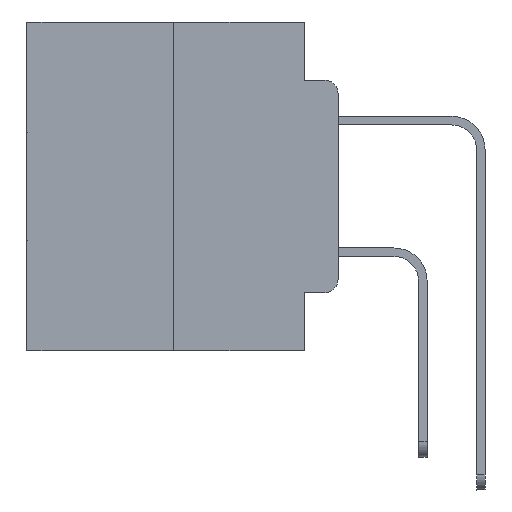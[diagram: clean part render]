
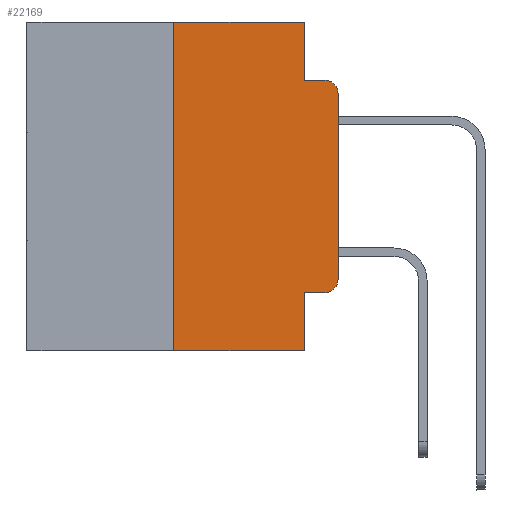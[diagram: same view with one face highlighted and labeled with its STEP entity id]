
A CAD part, left-side view. The second image highlights one B-rep face of the part: STEP entity #22169.
In plain terms, the highlighted planar face has unit normal (-1, 0, 0).
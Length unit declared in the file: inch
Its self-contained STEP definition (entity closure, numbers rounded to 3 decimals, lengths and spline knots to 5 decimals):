
#925 = AXIS2_PLACEMENT_3D ( 'NONE', #1724, #13296, #18117 ) ;
#1577 = PLANE ( 'NONE',  #925 ) ;
#1724 = CARTESIAN_POINT ( 'NONE',  ( 0., 0.473, 0. ) ) ;
#1731 = CARTESIAN_POINT ( 'NONE',  ( 0., 0.25, 0. ) ) ;
#1899 = DIRECTION ( 'NONE',  ( 0., 0., 1. ) ) ;
#2056 = LINE ( 'NONE', #1731, #9777 ) ;
#2109 = AXIS2_PLACEMENT_3D ( 'NONE', #19949, #17463, #22133 ) ;
#2751 = VERTEX_POINT ( 'NONE', #12177 ) ;
#3381 = EDGE_CURVE ( 'NONE', #23449, #7402, #5539, .T. ) ;
#5136 = DIRECTION ( 'NONE',  ( 0., 0., -1. ) ) ;
#5266 = VERTEX_POINT ( 'NONE', #30307 ) ;
#5539 = LINE ( 'NONE', #12750, #13320 ) ;
#5757 = CARTESIAN_POINT ( 'NONE',  ( 0., 0.473, 0. ) ) ;
#6073 = DIRECTION ( 'NONE',  ( 0., -1., 0. ) ) ;
#6440 = EDGE_CURVE ( 'NONE', #20274, #27558, #24294, .T. ) ;
#6566 = CIRCLE ( 'NONE', #2109, 0.02 ) ;
#7061 = ORIENTED_EDGE ( 'NONE', *, *, #30584, .F. ) ;
#7166 = VECTOR ( 'NONE', #6073, 39.37008 ) ;
#7235 = CARTESIAN_POINT ( 'NONE',  ( 0., 0.051, -0.4115 ) ) ;
#7402 = VERTEX_POINT ( 'NONE', #27786 ) ;
#7492 = LINE ( 'NONE', #26541, #13568 ) ;
#7683 = CARTESIAN_POINT ( 'NONE',  ( 0., 0.02, -0.0885 ) ) ;
#8364 = DIRECTION ( 'NONE',  ( 0., -1., 0. ) ) ;
#9183 = EDGE_LOOP ( 'NONE', ( #29802, #24428, #7061, #22268, #16643, #28874, #15724, #11014, #26812, #12104 ) ) ;
#9313 = AXIS2_PLACEMENT_3D ( 'NONE', #24762, #20389, #10874 ) ;
#9461 = CARTESIAN_POINT ( 'NONE',  ( 0., 0.051, -0.0885 ) ) ;
#9583 = LINE ( 'NONE', #7235, #10309 ) ;
#9777 = VECTOR ( 'NONE', #1899, 39.37008 ) ;
#10025 = CARTESIAN_POINT ( 'NONE',  ( 0., 0.051, -0.4115 ) ) ;
#10152 = EDGE_CURVE ( 'NONE', #17311, #7402, #7492, .T. ) ;
#10309 = VECTOR ( 'NONE', #26295, 39.37008 ) ;
#10546 = VECTOR ( 'NONE', #15629, 39.37008 ) ;
#10874 = DIRECTION ( 'NONE',  ( 0., 0., -1. ) ) ;
#11014 = ORIENTED_EDGE ( 'NONE', *, *, #10152, .F. ) ;
#12104 = ORIENTED_EDGE ( 'NONE', *, *, #6440, .T. ) ;
#12177 = CARTESIAN_POINT ( 'NONE',  ( 0., 0.25, 0. ) ) ;
#12750 = CARTESIAN_POINT ( 'NONE',  ( 0., 0.473, -0.5 ) ) ;
#13151 = EDGE_CURVE ( 'NONE', #27558, #27427, #17498, .T. ) ;
#13296 = DIRECTION ( 'NONE',  ( 1., 0., 0. ) ) ;
#13320 = VECTOR ( 'NONE', #8364, 39.37008 ) ;
#13392 = LINE ( 'NONE', #27726, #16266 ) ;
#13568 = VECTOR ( 'NONE', #5136, 39.37008 ) ;
#13653 = EDGE_CURVE ( 'NONE', #27427, #25389, #6566, .T. ) ;
#15629 = DIRECTION ( 'NONE',  ( 0., 0., 1. ) ) ;
#15724 = ORIENTED_EDGE ( 'NONE', *, *, #3381, .T. ) ;
#16076 = CARTESIAN_POINT ( 'NONE',  ( 0., 0., -0.3915 ) ) ;
#16266 = VECTOR ( 'NONE', #18369, 39.37008 ) ;
#16643 = ORIENTED_EDGE ( 'NONE', *, *, #27393, .F. ) ;
#16993 = CARTESIAN_POINT ( 'NONE',  ( 0., 0., -0.1085 ) ) ;
#17311 = VERTEX_POINT ( 'NONE', #10025 ) ;
#17463 = DIRECTION ( 'NONE',  ( -1., 0., 0. ) ) ;
#17498 = LINE ( 'NONE', #29794, #10546 ) ;
#17672 = EDGE_CURVE ( 'NONE', #23449, #2751, #2056, .T. ) ;
#18117 = DIRECTION ( 'NONE',  ( 0., 0., -1. ) ) ;
#18369 = DIRECTION ( 'NONE',  ( 0., 0., -1. ) ) ;
#19949 = CARTESIAN_POINT ( 'NONE',  ( 0., 0.02, -0.1085 ) ) ;
#20157 = EDGE_CURVE ( 'NONE', #17311, #20274, #9583, .T. ) ;
#20274 = VERTEX_POINT ( 'NONE', #22371 ) ;
#20389 = DIRECTION ( 'NONE',  ( -1., 0., 0. ) ) ;
#21082 = VERTEX_POINT ( 'NONE', #26963 ) ;
#22133 = DIRECTION ( 'NONE',  ( 0., 0., -1. ) ) ;
#22169 = ADVANCED_FACE ( 'NONE', ( #27477 ), #1577, .F. ) ;
#22268 = ORIENTED_EDGE ( 'NONE', *, *, #29122, .F. ) ;
#22371 = CARTESIAN_POINT ( 'NONE',  ( 0., 0.02, -0.4115 ) ) ;
#23449 = VERTEX_POINT ( 'NONE', #24932 ) ;
#24294 = CIRCLE ( 'NONE', #9313, 0.02 ) ;
#24428 = ORIENTED_EDGE ( 'NONE', *, *, #13653, .T. ) ;
#24762 = CARTESIAN_POINT ( 'NONE',  ( 0., 0.02, -0.3915 ) ) ;
#24932 = CARTESIAN_POINT ( 'NONE',  ( 0., 0.25, -0.5 ) ) ;
#25389 = VERTEX_POINT ( 'NONE', #7683 ) ;
#26172 = DIRECTION ( 'NONE',  ( 0., -1., 0. ) ) ;
#26295 = DIRECTION ( 'NONE',  ( 0., -1., 0. ) ) ;
#26541 = CARTESIAN_POINT ( 'NONE',  ( 0., 0.051, 0. ) ) ;
#26812 = ORIENTED_EDGE ( 'NONE', *, *, #20157, .T. ) ;
#26963 = CARTESIAN_POINT ( 'NONE',  ( 0., 0.051, -0.0885 ) ) ;
#27393 = EDGE_CURVE ( 'NONE', #2751, #5266, #27466, .T. ) ;
#27427 = VERTEX_POINT ( 'NONE', #16993 ) ;
#27466 = LINE ( 'NONE', #5757, #7166 ) ;
#27477 = FACE_OUTER_BOUND ( 'NONE', #9183, .T. ) ;
#27558 = VERTEX_POINT ( 'NONE', #16076 ) ;
#27686 = VECTOR ( 'NONE', #26172, 39.37008 ) ;
#27726 = CARTESIAN_POINT ( 'NONE',  ( 0., 0.051, 0. ) ) ;
#27786 = CARTESIAN_POINT ( 'NONE',  ( 0., 0.051, -0.5 ) ) ;
#28874 = ORIENTED_EDGE ( 'NONE', *, *, #17672, .F. ) ;
#29122 = EDGE_CURVE ( 'NONE', #5266, #21082, #13392, .T. ) ;
#29212 = LINE ( 'NONE', #9461, #27686 ) ;
#29794 = CARTESIAN_POINT ( 'NONE',  ( 0., 0., 0. ) ) ;
#29802 = ORIENTED_EDGE ( 'NONE', *, *, #13151, .T. ) ;
#30307 = CARTESIAN_POINT ( 'NONE',  ( 0., 0.051, 0. ) ) ;
#30584 = EDGE_CURVE ( 'NONE', #21082, #25389, #29212, .T. ) ;
